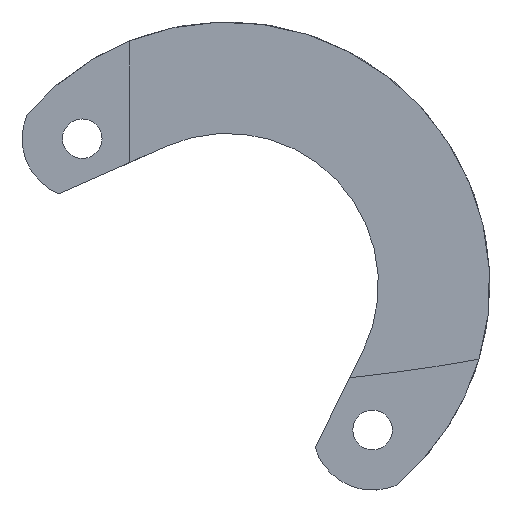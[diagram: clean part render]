
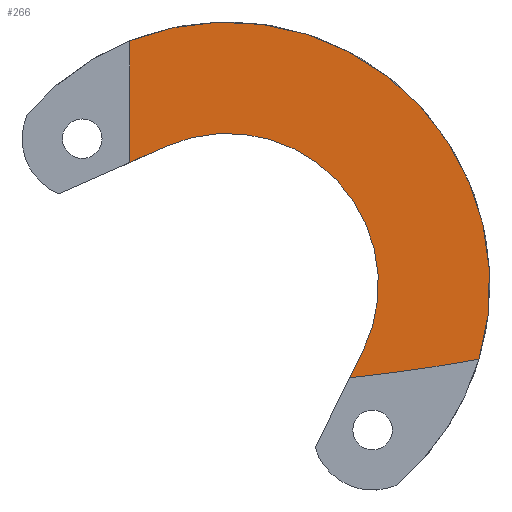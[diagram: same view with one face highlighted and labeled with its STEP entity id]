
A CAD part, front view. The second image highlights one B-rep face of the part: STEP entity #266.
In plain terms, the highlighted planar face has unit normal (0, -1, 0).
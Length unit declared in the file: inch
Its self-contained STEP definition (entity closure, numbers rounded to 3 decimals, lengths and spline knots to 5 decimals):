
#25=PLANE('',#310);
#39=FACE_OUTER_BOUND('',#57,.T.);
#57=EDGE_LOOP('',(#240,#241,#242,#243,#244,#245));
#61=LINE('',#414,#81);
#70=LINE('',#444,#90);
#74=LINE('',#455,#94);
#81=VECTOR('',#332,0.3937);
#90=VECTOR('',#363,0.3937);
#94=VECTOR('',#375,0.3937);
#98=CIRCLE('',#282,6.09059);
#109=CIRCLE('',#301,0.47961);
#112=CIRCLE('',#307,0.83335);
#114=VERTEX_POINT('',#395);
#115=VERTEX_POINT('',#396);
#121=VERTEX_POINT('',#412);
#122=VERTEX_POINT('',#413);
#132=VERTEX_POINT('',#443);
#134=VERTEX_POINT('',#449);
#138=EDGE_CURVE('',#114,#115,#98,.T.);
#146=EDGE_CURVE('',#121,#122,#61,.T.);
#161=EDGE_CURVE('',#115,#132,#70,.T.);
#164=EDGE_CURVE('',#132,#134,#109,.T.);
#167=EDGE_CURVE('',#121,#134,#74,.T.);
#172=EDGE_CURVE('',#114,#122,#112,.T.);
#240=ORIENTED_EDGE('',*,*,#138,.F.);
#241=ORIENTED_EDGE('',*,*,#172,.T.);
#242=ORIENTED_EDGE('',*,*,#146,.F.);
#243=ORIENTED_EDGE('',*,*,#167,.T.);
#244=ORIENTED_EDGE('',*,*,#164,.F.);
#245=ORIENTED_EDGE('',*,*,#161,.F.);
#266=ADVANCED_FACE('',(#39),#25,.T.);
#282=AXIS2_PLACEMENT_3D('',#397,#315,#316);
#301=AXIS2_PLACEMENT_3D('',#450,#368,#369);
#307=AXIS2_PLACEMENT_3D('',#464,#385,#386);
#310=AXIS2_PLACEMENT_3D('',#467,#391,#392);
#315=DIRECTION('center_axis',(0.,1.,0.));
#316=DIRECTION('ref_axis',(0.176,0.,-0.984));
#332=DIRECTION('',(0.,0.,1.));
#363=DIRECTION('',(0.442,0.,0.897));
#368=DIRECTION('center_axis',(0.,-1.,0.));
#369=DIRECTION('ref_axis',(-1.,0.,0.));
#375=DIRECTION('',(0.915,0.,0.405));
#385=DIRECTION('center_axis',(0.,-1.,0.));
#386=DIRECTION('ref_axis',(-1.,0.,0.));
#391=DIRECTION('center_axis',(0.,-1.,0.));
#392=DIRECTION('ref_axis',(-1.,0.,0.));
#395=CARTESIAN_POINT('',(0.92488,1.2658,-5.73572));
#396=CARTESIAN_POINT('',(0.51464,1.2658,-5.79458));
#397=CARTESIAN_POINT('Origin',(-0.14479,1.2658,0.2602));
#412=CARTESIAN_POINT('',(-0.18416,1.2658,-5.11066));
#413=CARTESIAN_POINT('',(-0.18416,1.2658,-4.72442));
#414=CARTESIAN_POINT('',(-0.18416,1.2658,-5.06616));
#443=CARTESIAN_POINT('',(0.55639,1.2658,-5.70989));
#444=CARTESIAN_POINT('',(0.405,1.2658,-6.01699));
#449=CARTESIAN_POINT('',(-0.06779,1.2658,-5.05919));
#450=CARTESIAN_POINT('Origin',(0.12622,1.2658,-5.49781));
#455=CARTESIAN_POINT('',(-0.41046,1.2658,-5.21076));
#464=CARTESIAN_POINT('Origin',(0.12622,1.2658,-5.49781));
#467=CARTESIAN_POINT('Origin',(0.2168,1.2658,-5.40789));
